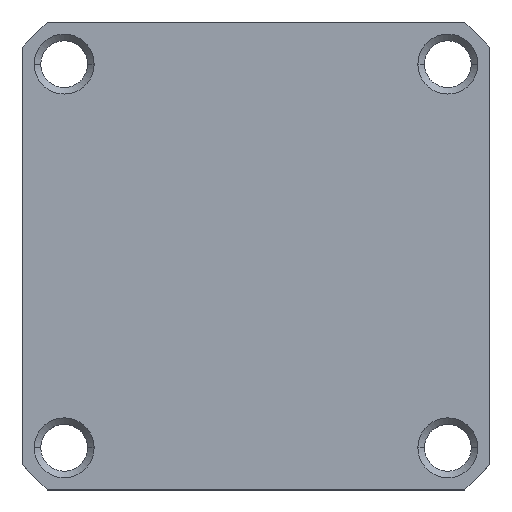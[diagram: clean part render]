
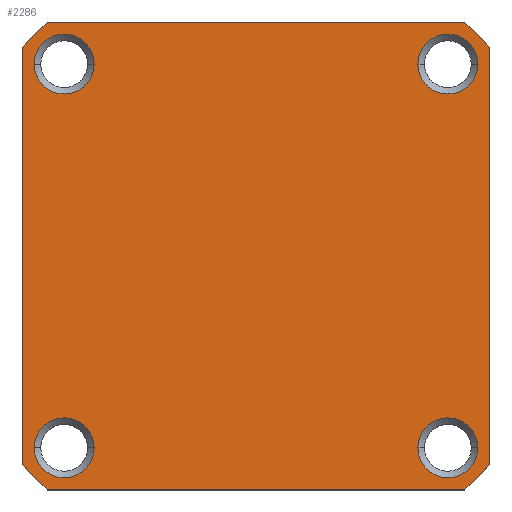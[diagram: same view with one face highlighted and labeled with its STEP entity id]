
A CAD part, top view. The second image highlights one B-rep face of the part: STEP entity #2286.
In plain terms, the highlighted planar face has unit normal (0, 0, 1).
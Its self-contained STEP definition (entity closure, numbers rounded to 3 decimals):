
#703=DIRECTION('',(1.,0.,0.));
#704=VECTOR('',#703,22.299);
#705=CARTESIAN_POINT('',(-11.15,12.5,14.7));
#706=LINE('',#705,#704);
#707=CARTESIAN_POINT('',(0.,0.,14.7));
#708=DIRECTION('',(0.,0.,-1.));
#709=DIRECTION('',(0.666,0.746,0.));
#710=AXIS2_PLACEMENT_3D('',#707,#708,#709);
#712=DIRECTION('',(0.,-1.,0.));
#713=VECTOR('',#712,22.299);
#714=CARTESIAN_POINT('',(12.5,11.15,14.7));
#715=LINE('',#714,#713);
#716=CARTESIAN_POINT('',(0.,0.,14.7));
#717=DIRECTION('',(0.,0.,-1.));
#718=DIRECTION('',(0.746,-0.666,0.));
#719=AXIS2_PLACEMENT_3D('',#716,#717,#718);
#721=DIRECTION('',(-1.,0.,0.));
#722=VECTOR('',#721,22.299);
#723=CARTESIAN_POINT('',(11.15,-12.5,14.7));
#724=LINE('',#723,#722);
#725=CARTESIAN_POINT('',(0.,0.,14.7));
#726=DIRECTION('',(0.,0.,1.));
#727=DIRECTION('',(-0.746,-0.666,0.));
#728=AXIS2_PLACEMENT_3D('',#725,#726,#727);
#730=DIRECTION('',(0.,1.,0.));
#731=VECTOR('',#730,22.299);
#732=CARTESIAN_POINT('',(-12.5,-11.15,14.7));
#733=LINE('',#732,#731);
#734=CARTESIAN_POINT('',(0.,0.,14.7));
#735=DIRECTION('',(0.,0.,1.));
#736=DIRECTION('',(-0.666,0.746,0.));
#737=AXIS2_PLACEMENT_3D('',#734,#735,#736);
#739=CARTESIAN_POINT('',(10.25,-10.25,14.7));
#740=DIRECTION('',(0.,0.,1.));
#741=DIRECTION('',(-1.,0.,0.));
#742=AXIS2_PLACEMENT_3D('',#739,#740,#741);
#744=CARTESIAN_POINT('',(10.25,-10.25,14.7));
#745=DIRECTION('',(0.,0.,1.));
#746=DIRECTION('',(1.,0.,0.));
#747=AXIS2_PLACEMENT_3D('',#744,#745,#746);
#749=CARTESIAN_POINT('',(-10.25,-10.25,14.7));
#750=DIRECTION('',(0.,0.,1.));
#751=DIRECTION('',(-1.,0.,0.));
#752=AXIS2_PLACEMENT_3D('',#749,#750,#751);
#754=CARTESIAN_POINT('',(-10.25,-10.25,14.7));
#755=DIRECTION('',(0.,0.,1.));
#756=DIRECTION('',(1.,0.,0.));
#757=AXIS2_PLACEMENT_3D('',#754,#755,#756);
#759=CARTESIAN_POINT('',(10.25,10.25,14.7));
#760=DIRECTION('',(0.,0.,1.));
#761=DIRECTION('',(-1.,0.,0.));
#762=AXIS2_PLACEMENT_3D('',#759,#760,#761);
#764=CARTESIAN_POINT('',(10.25,10.25,14.7));
#765=DIRECTION('',(0.,0.,1.));
#766=DIRECTION('',(1.,0.,0.));
#767=AXIS2_PLACEMENT_3D('',#764,#765,#766);
#769=CARTESIAN_POINT('',(-10.25,10.25,14.7));
#770=DIRECTION('',(0.,0.,1.));
#771=DIRECTION('',(-1.,0.,0.));
#772=AXIS2_PLACEMENT_3D('',#769,#770,#771);
#774=CARTESIAN_POINT('',(-10.25,10.25,14.7));
#775=DIRECTION('',(0.,0.,1.));
#776=DIRECTION('',(1.,0.,0.));
#777=AXIS2_PLACEMENT_3D('',#774,#775,#776);
#1175=CARTESIAN_POINT('',(11.15,12.5,14.7));
#1176=VERTEX_POINT('',#1175);
#1177=CARTESIAN_POINT('',(12.5,11.15,14.7));
#1178=VERTEX_POINT('',#1177);
#1179=CARTESIAN_POINT('',(12.5,-11.15,14.7));
#1180=VERTEX_POINT('',#1179);
#1181=CARTESIAN_POINT('',(11.15,-12.5,14.7));
#1182=VERTEX_POINT('',#1181);
#1183=CARTESIAN_POINT('',(-11.15,12.5,14.7));
#1184=VERTEX_POINT('',#1183);
#1185=CARTESIAN_POINT('',(-11.15,-12.5,14.7));
#1186=VERTEX_POINT('',#1185);
#1187=CARTESIAN_POINT('',(-12.5,-11.15,14.7));
#1188=CARTESIAN_POINT('',(-12.5,11.15,14.7));
#1189=VERTEX_POINT('',#1187);
#1190=VERTEX_POINT('',#1188);
#1191=CARTESIAN_POINT('',(-11.85,10.25,14.7));
#1192=CARTESIAN_POINT('',(-8.65,10.25,14.7));
#1193=VERTEX_POINT('',#1191);
#1194=VERTEX_POINT('',#1192);
#1199=CARTESIAN_POINT('',(8.65,10.25,14.7));
#1200=CARTESIAN_POINT('',(11.85,10.25,14.7));
#1201=VERTEX_POINT('',#1199);
#1202=VERTEX_POINT('',#1200);
#1207=CARTESIAN_POINT('',(-11.85,-10.25,14.7));
#1208=CARTESIAN_POINT('',(-8.65,-10.25,14.7));
#1209=VERTEX_POINT('',#1207);
#1210=VERTEX_POINT('',#1208);
#1215=CARTESIAN_POINT('',(8.65,-10.25,14.7));
#1216=CARTESIAN_POINT('',(11.85,-10.25,14.7));
#1217=VERTEX_POINT('',#1215);
#1218=VERTEX_POINT('',#1216);
#2247=CARTESIAN_POINT('',(0.,0.,14.7));
#2248=DIRECTION('',(0.,0.,-1.));
#2249=DIRECTION('',(0.,-1.,0.));
#2250=AXIS2_PLACEMENT_3D('',#2247,#2248,#2249);
#2251=PLANE('',#2250);
#2252=ORIENTED_EDGE('',*,*,#2143,.T.);
#2253=ORIENTED_EDGE('',*,*,#2159,.T.);
#2254=ORIENTED_EDGE('',*,*,#2172,.T.);
#2255=ORIENTED_EDGE('',*,*,#2187,.T.);
#2256=ORIENTED_EDGE('',*,*,#2200,.T.);
#2257=ORIENTED_EDGE('',*,*,#2215,.F.);
#2258=ORIENTED_EDGE('',*,*,#2228,.T.);
#2259=ORIENTED_EDGE('',*,*,#2240,.F.);
#2260=EDGE_LOOP('',(#2252,#2253,#2254,#2255,#2256,#2257,#2258,#2259));
#2261=FACE_OUTER_BOUND('',#2260,.F.);
#2263=ORIENTED_EDGE('',*,*,#2262,.T.);
#2265=ORIENTED_EDGE('',*,*,#2264,.T.);
#2266=EDGE_LOOP('',(#2263,#2265));
#2267=FACE_BOUND('',#2266,.F.);
#2269=ORIENTED_EDGE('',*,*,#2268,.T.);
#2271=ORIENTED_EDGE('',*,*,#2270,.T.);
#2272=EDGE_LOOP('',(#2269,#2271));
#2273=FACE_BOUND('',#2272,.F.);
#2275=ORIENTED_EDGE('',*,*,#2274,.T.);
#2277=ORIENTED_EDGE('',*,*,#2276,.T.);
#2278=EDGE_LOOP('',(#2275,#2277));
#2279=FACE_BOUND('',#2278,.F.);
#2281=ORIENTED_EDGE('',*,*,#2280,.T.);
#2283=ORIENTED_EDGE('',*,*,#2282,.T.);
#2284=EDGE_LOOP('',(#2281,#2283));
#2285=FACE_BOUND('',#2284,.F.);
#711=CIRCLE('',#710,16.75);
#720=CIRCLE('',#719,16.75);
#729=CIRCLE('',#728,16.75);
#738=CIRCLE('',#737,16.75);
#743=CIRCLE('',#742,1.6);
#748=CIRCLE('',#747,1.6);
#753=CIRCLE('',#752,1.6);
#758=CIRCLE('',#757,1.6);
#763=CIRCLE('',#762,1.6);
#768=CIRCLE('',#767,1.6);
#773=CIRCLE('',#772,1.6);
#778=CIRCLE('',#777,1.6);
#2143=EDGE_CURVE('',#1184,#1176,#706,.T.);
#2159=EDGE_CURVE('',#1176,#1178,#711,.T.);
#2172=EDGE_CURVE('',#1178,#1180,#715,.T.);
#2187=EDGE_CURVE('',#1180,#1182,#720,.T.);
#2200=EDGE_CURVE('',#1182,#1186,#724,.T.);
#2215=EDGE_CURVE('',#1189,#1186,#729,.T.);
#2228=EDGE_CURVE('',#1189,#1190,#733,.T.);
#2240=EDGE_CURVE('',#1184,#1190,#738,.T.);
#2262=EDGE_CURVE('',#1217,#1218,#743,.T.);
#2264=EDGE_CURVE('',#1218,#1217,#748,.T.);
#2268=EDGE_CURVE('',#1209,#1210,#753,.T.);
#2270=EDGE_CURVE('',#1210,#1209,#758,.T.);
#2274=EDGE_CURVE('',#1201,#1202,#763,.T.);
#2276=EDGE_CURVE('',#1202,#1201,#768,.T.);
#2280=EDGE_CURVE('',#1193,#1194,#773,.T.);
#2282=EDGE_CURVE('',#1194,#1193,#778,.T.);
#2286=ADVANCED_FACE('',(#2261,#2267,#2273,#2279,#2285),#2251,.F.);
